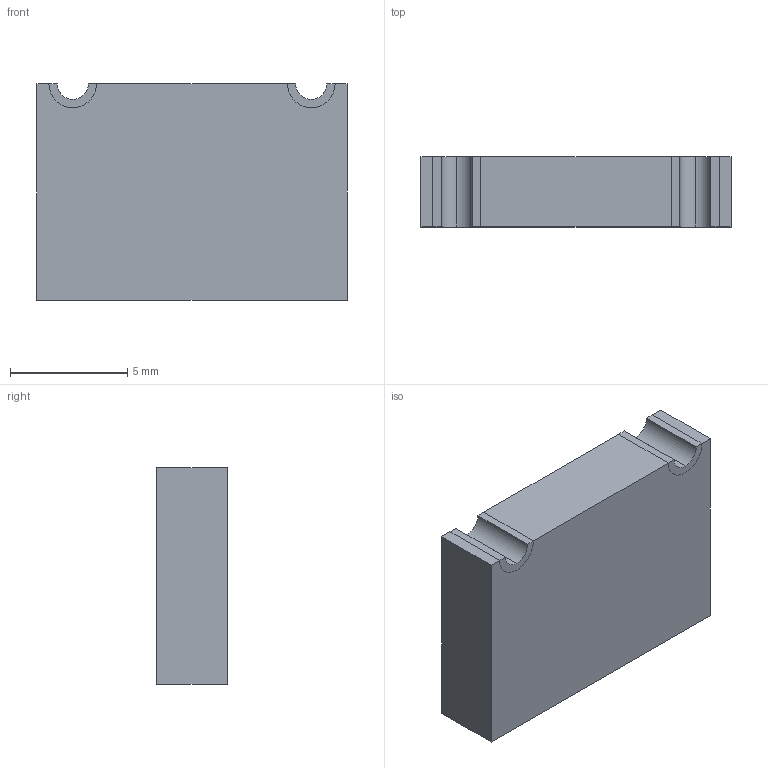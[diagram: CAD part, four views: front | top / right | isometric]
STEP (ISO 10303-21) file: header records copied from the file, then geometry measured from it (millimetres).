
FILE_DESCRIPTION (( 'STEP AP214' ), '1' );
FILE_NAME ('ANT-433-USP410.STEP', '2021-05-17T15:37:44', ( '' ), ( '' ), 'SwSTEP 2.0', 'SolidWorks 2017', '' );
FILE_SCHEMA (( 'AUTOMOTIVE_DESIGN' ));
Length unit declared in the file: inch
Products named in the file (1): ANT-433-USP410
Bounding box: 13.21 x 3 x 9.22 mm (x, y, z)
Volume: 360.8 mm3; surface area: 418 mm2
Topology: 3 solids, 3 shells, 28 faces, 66 edges, 44 vertices
Faces by surface type: plane 16, cylinder 12
Entity records: 876 total; most frequent: DIRECTION 148, CARTESIAN_POINT 139, ORIENTED_EDGE 132, EDGE_CURVE 66, AXIS2_PLACEMENT_3D 53, VERTEX_POINT 44, LINE 42, VECTOR 42
